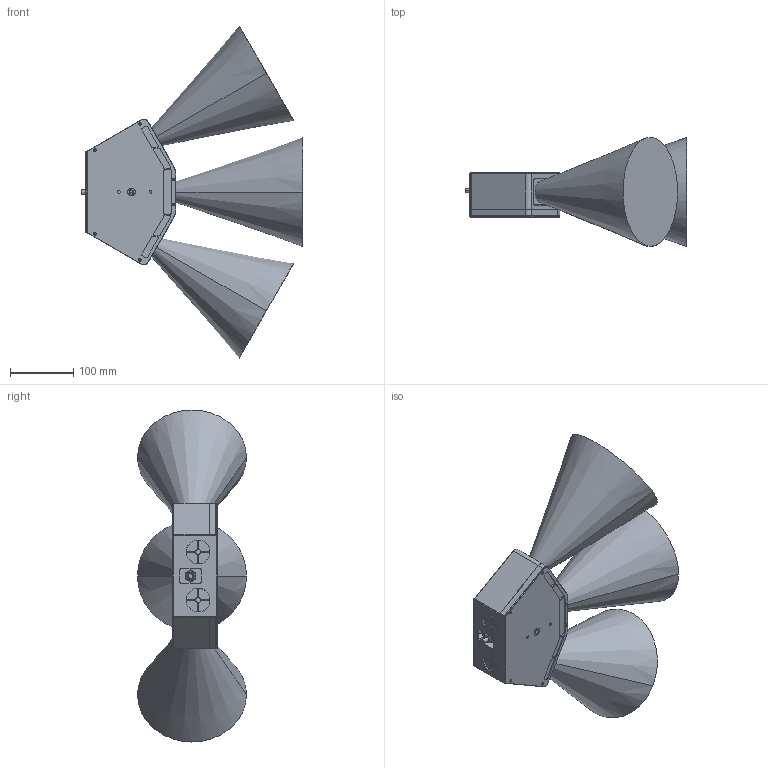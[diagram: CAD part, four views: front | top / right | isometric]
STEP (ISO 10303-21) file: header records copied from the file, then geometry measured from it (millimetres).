
FILE_DESCRIPTION (( 'STEP AP203' ), '1' );
FILE_NAME ('MID-100-SOLID.STEP', '2019-01-14T03:47:41', ( 'hh' ), ( 'Microsoft' ), 'SwSTEP 2.0', 'SolidWorks 2016', '' );
FILE_SCHEMA (( 'CONFIG_CONTROL_DESIGN' ));
Length unit declared in the file: millimetre
Products named in the file (3): MID-100; PRT0002; MID-100-SOLID
Assembly tree (4 placements, depth 2):
  MID-100-SOLID
    MID-100
    PRT0002  x3
Bounding box: 349.09 x 171.76 x 523.31 mm (x, y, z)
Volume: 7344512.8 mm3; surface area: 383533.2 mm2
Topology: 4 solids, 8 shells, 656 faces, 1723 edges, 1101 vertices
Faces by surface type: plane 259, cylinder 254, cone 122, bspline 21
Entity records: 25854 total; most frequent: CARTESIAN_POINT 10429, ORIENTED_EDGE 3370, DIRECTION 2735, EDGE_CURVE 1685, VERTEX_POINT 1093, AXIS2_PLACEMENT_3D 942, VECTOR 851, LINE 851
